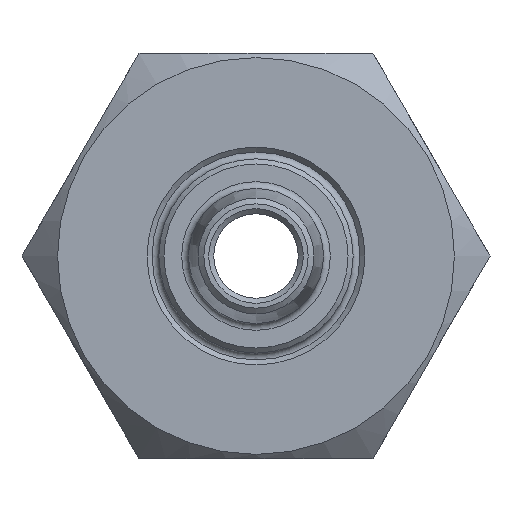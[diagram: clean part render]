
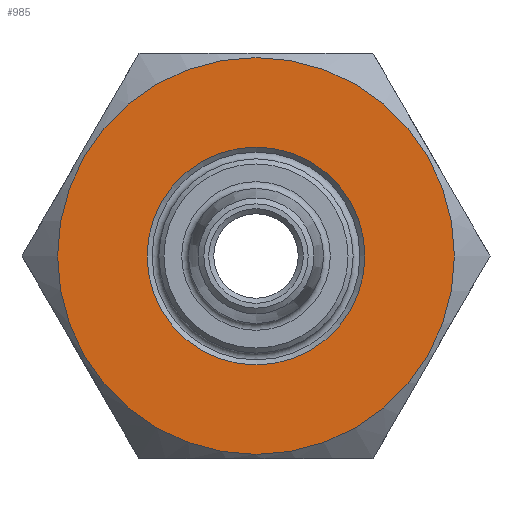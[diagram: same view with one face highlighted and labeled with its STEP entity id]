
A CAD part, left-side view. The second image highlights one B-rep face of the part: STEP entity #985.
In plain terms, the highlighted planar face has unit normal (-1, 0, 0).
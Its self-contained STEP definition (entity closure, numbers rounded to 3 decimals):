
#46=FACE_BOUND('',#168,.T.);
#74=PLANE('',#1136);
#99=FACE_OUTER_BOUND('',#167,.T.);
#167=EDGE_LOOP('',(#710));
#168=EDGE_LOOP('',(#711));
#333=CIRCLE('',#1117,11.75);
#340=CIRCLE('',#1131,6.45);
#435=VERTEX_POINT('',#1697);
#442=VERTEX_POINT('',#1730);
#527=EDGE_CURVE('',#435,#435,#333,.T.);
#541=EDGE_CURVE('',#442,#442,#340,.T.);
#710=ORIENTED_EDGE('',*,*,#527,.T.);
#711=ORIENTED_EDGE('',*,*,#541,.F.);
#985=ADVANCED_FACE('',(#99,#46),#74,.F.);
#1117=AXIS2_PLACEMENT_3D('',#1699,#1289,#1290);
#1131=AXIS2_PLACEMENT_3D('',#1731,#1322,#1323);
#1136=AXIS2_PLACEMENT_3D('',#1741,#1334,#1335);
#1289=DIRECTION('center_axis',(-1.,0.,0.));
#1290=DIRECTION('ref_axis',(0.,1.,0.));
#1322=DIRECTION('center_axis',(-1.,0.,0.));
#1323=DIRECTION('ref_axis',(0.,0.,-1.));
#1334=DIRECTION('center_axis',(1.,0.,0.));
#1335=DIRECTION('ref_axis',(0.,0.,-1.));
#1697=CARTESIAN_POINT('',(0.,-11.75,0.));
#1699=CARTESIAN_POINT('Origin',(0.,0.,0.));
#1730=CARTESIAN_POINT('',(0.,0.,6.45));
#1731=CARTESIAN_POINT('Origin',(0.,0.,0.));
#1741=CARTESIAN_POINT('Origin',(0.,0.,0.));
